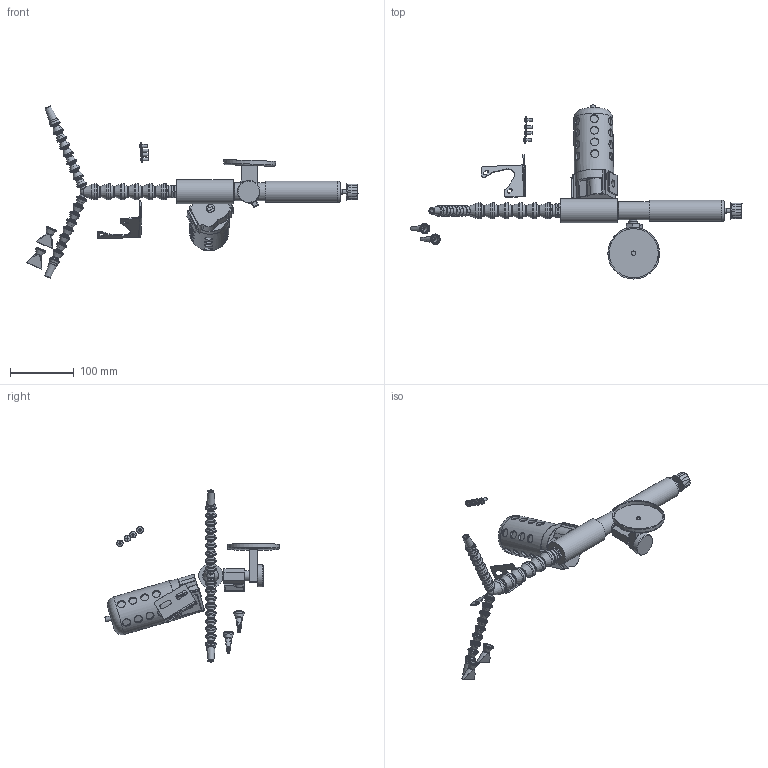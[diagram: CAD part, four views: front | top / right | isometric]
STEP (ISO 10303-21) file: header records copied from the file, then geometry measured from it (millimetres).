
FILE_DESCRIPTION((''),'2;1');
FILE_NAME('3925.stp','2008-11-20T09:31:46',('andrew steele'),(''),'Autodesk Inventor 2009','Autodesk Inventor 2009','');
FILE_SCHEMA(('AUTOMOTIVE_DESIGN { 1 0 10303 214 1 1 1 1 }'));
Length unit declared in the file: inch
Products named in the file (13): 3925; 3725; 5902; 5902-1; 5902-2; 5902-3; 5902-4; 5901-4; 5901-1; 9004; 9029; 900396; Cross Recessed Binding Head Machine Screw - Type I - Inch No. 10 - 32 - 3/8
Assembly tree (36 placements, depth 3):
  3925
    3725
    5902
      5902-1  x2
      5902-2  x2
      5902-3  x16
      5902-4
      5901-4
      5901-1  x5
    9004
    9029
    900396
    Cross Recessed Binding Head Machine Screw - Type I - Inch No. 10 - 32 - 3/8  x4
Bounding box: 520.37 x 273.17 x 269.71 mm (x, y, z)
Volume: 752749.8 mm3; surface area: 170907.4 mm2
Topology: 35 solids, 35 shells, 937 faces, 2142 edges, 1291 vertices
Faces by surface type: plane 261, cylinder 237, cone 220, bspline 119, torus 68, sphere 32
Full cylindrical faces by diameter (mm): 4.826 x4, 6.35 x1, 6.401 x2, 6.713 x16, 7.109 x1, 7.111 x1, 7.144 x1, 7.555 x1, 7.937 x1, 9.246 x1, 9.398 x2, 9.525 x1, 9.804 x16, 11.951 x5, 12.7 x26, 12.751 x1, 13.494 x1, 15.875 x1, 16.256 x12, 16.307 x16, 16.544 x1, 16.548 x2, 17.463 x1, 19.304 x1, 20.752 x5, 23.368 x1, 24.613 x1, 25.057 x5, 26.988 x1, 28.575 x1
Entity records: 18870 total; most frequent: CARTESIAN_POINT 6771, DIRECTION 2505, ORIENTED_EDGE 2178, EDGE_CURVE 1089, AXIS2_PLACEMENT_3D 1036, EDGE_LOOP 763, VERTEX_POINT 756, FACE_OUTER_BOUND 548
